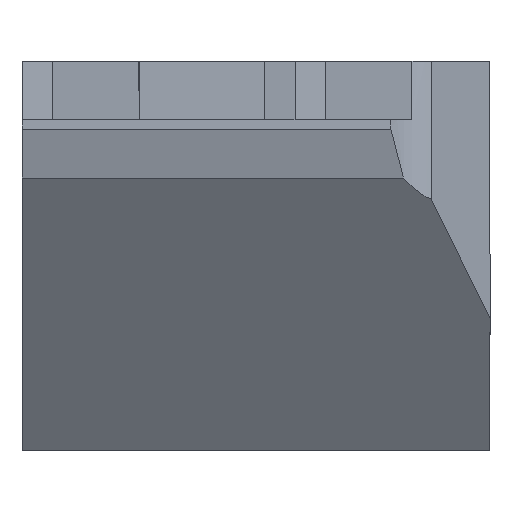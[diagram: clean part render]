
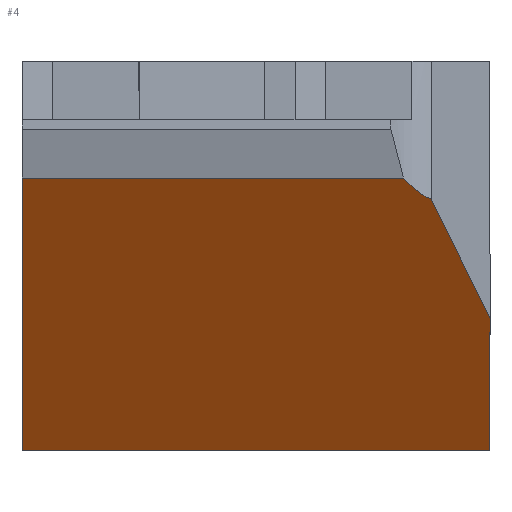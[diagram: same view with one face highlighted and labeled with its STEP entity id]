
A CAD part, left-side view. The second image highlights one B-rep face of the part: STEP entity #4.
In plain terms, the highlighted planar face has unit normal (-0.819, 0, -0.574).
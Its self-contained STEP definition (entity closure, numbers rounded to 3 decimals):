
#4 = ADVANCED_FACE ( 'NONE', ( #2905 ), #2165, .T. ) ;
#80 = CARTESIAN_POINT ( 'NONE',  ( -123.718, -8.473, -6.874 ) ) ;
#99 = VERTEX_POINT ( 'NONE', #462 ) ;
#132 = CARTESIAN_POINT ( 'NONE',  ( -124.33, 173.056, -6. ) ) ;
#212 = ORIENTED_EDGE ( 'NONE', *, *, #2108, .F. ) ;
#239 = EDGE_CURVE ( 'NONE', #99, #907, #2697, .T. ) ;
#302 = LINE ( 'NONE', #1032, #992 ) ;
#441 = EDGE_CURVE ( 'NONE', #99, #505, #1022, .T. ) ;
#462 = CARTESIAN_POINT ( 'NONE',  ( -114.527, 12., -20. ) ) ;
#505 = VERTEX_POINT ( 'NONE', #1432 ) ;
#567 = CARTESIAN_POINT ( 'NONE',  ( -123.979, -7.987, -6.502 ) ) ;
#580 = CARTESIAN_POINT ( 'NONE',  ( -124.33, 173.056, -6. ) ) ;
#651 = DIRECTION ( 'NONE',  ( 0., -1., 0. ) ) ;
#831 = DIRECTION ( 'NONE',  ( -0.574, 0., 0.819 ) ) ;
#879 = DIRECTION ( 'NONE',  ( -0.574, 0., 0.819 ) ) ;
#907 = VERTEX_POINT ( 'NONE', #3186 ) ;
#960 = CARTESIAN_POINT ( 'NONE',  ( -119.276, -12., -13.219 ) ) ;
#992 = VECTOR ( 'NONE', #3278, 1000. ) ;
#1014 = EDGE_CURVE ( 'NONE', #505, #3105, #3332, .T. ) ;
#1017 = VECTOR ( 'NONE', #831, 1000. ) ;
#1022 = LINE ( 'NONE', #1675, #1017 ) ;
#1032 = CARTESIAN_POINT ( 'NONE',  ( -193.111, 39.7, 92.229 ) ) ;
#1083 = EDGE_CURVE ( 'NONE', #1840, #907, #1827, .T. ) ;
#1208 = EDGE_CURVE ( 'NONE', #3105, #1986, #1709, .T. ) ;
#1354 = CARTESIAN_POINT ( 'NONE',  ( -123.56, -9., -7.1 ) ) ;
#1369 = ORIENTED_EDGE ( 'NONE', *, *, #1208, .F. ) ;
#1418 = ORIENTED_EDGE ( 'NONE', *, *, #441, .F. ) ;
#1432 = CARTESIAN_POINT ( 'NONE',  ( -124.33, 12., -6. ) ) ;
#1508 = ORIENTED_EDGE ( 'NONE', *, *, #1014, .F. ) ;
#1635 = EDGE_LOOP ( 'NONE', ( #1418, #3131, #2123, #212, #1369, #1508 ) ) ;
#1675 = CARTESIAN_POINT ( 'NONE',  ( -117.973, 12., -15.079 ) ) ;
#1707 = CARTESIAN_POINT ( 'NONE',  ( -123.56, -9., -7.1 ) ) ;
#1709 =( BOUNDED_CURVE ( )  B_SPLINE_CURVE ( 3, ( #2308, #567, #80, #1707 ),
 .UNSPECIFIED., .F., .T. ) 
 B_SPLINE_CURVE_WITH_KNOTS ( ( 4, 4 ),
 ( 5.591, 5.991 ),
 .UNSPECIFIED. ) 
 CURVE ( )  GEOMETRIC_REPRESENTATION_ITEM ( )  RATIONAL_B_SPLINE_CURVE ( ( 1., 0.987, 0.987, 1. ) ) 
 REPRESENTATION_ITEM ( '' )  );
#1827 = LINE ( 'NONE', #2514, #1890 ) ;
#1840 = VERTEX_POINT ( 'NONE', #960 ) ;
#1890 = VECTOR ( 'NONE', #3265, 1000. ) ;
#1986 = VERTEX_POINT ( 'NONE', #1354 ) ;
#2092 = VECTOR ( 'NONE', #2259, 1000. ) ;
#2108 = EDGE_CURVE ( 'NONE', #1986, #1840, #302, .T. ) ;
#2123 = ORIENTED_EDGE ( 'NONE', *, *, #1083, .F. ) ;
#2165 = PLANE ( 'NONE',  #2213 ) ;
#2213 = AXIS2_PLACEMENT_3D ( 'NONE', #580, #2415, #879 ) ;
#2259 = DIRECTION ( 'NONE',  ( 0., -1., 0. ) ) ;
#2308 = CARTESIAN_POINT ( 'NONE',  ( -124.33, -7.563, -6. ) ) ;
#2415 = DIRECTION ( 'NONE',  ( -0.819, 0., -0.574 ) ) ;
#2514 = CARTESIAN_POINT ( 'NONE',  ( -117.973, -12., -15.079 ) ) ;
#2631 = CARTESIAN_POINT ( 'NONE',  ( -124.33, -7.563, -6. ) ) ;
#2646 = VECTOR ( 'NONE', #651, 1000. ) ;
#2697 = LINE ( 'NONE', #2751, #2646 ) ;
#2751 = CARTESIAN_POINT ( 'NONE',  ( -114.527, 173.056, -20. ) ) ;
#2905 = FACE_OUTER_BOUND ( 'NONE', #1635, .T. ) ;
#3105 = VERTEX_POINT ( 'NONE', #2631 ) ;
#3131 = ORIENTED_EDGE ( 'NONE', *, *, #239, .T. ) ;
#3186 = CARTESIAN_POINT ( 'NONE',  ( -114.527, -12., -20. ) ) ;
#3265 = DIRECTION ( 'NONE',  ( 0.574, 0., -0.819 ) ) ;
#3278 = DIRECTION ( 'NONE',  ( 0.532, -0.373, -0.76 ) ) ;
#3332 = LINE ( 'NONE', #132, #2092 ) ;
